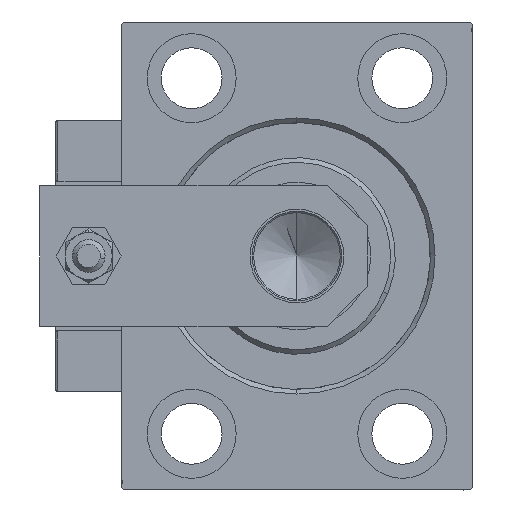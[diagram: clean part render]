
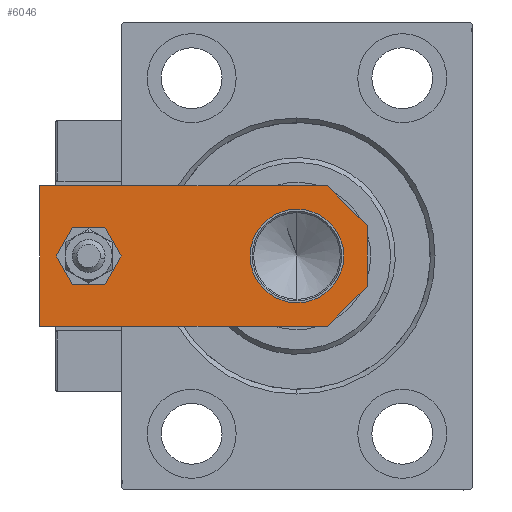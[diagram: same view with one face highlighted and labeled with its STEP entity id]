
A CAD part, left-side view. The second image highlights one B-rep face of the part: STEP entity #6046.
In plain terms, the highlighted face is planar.
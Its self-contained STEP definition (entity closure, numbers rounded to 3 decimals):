
#1046 = VERTEX_POINT ( 'NONE', #34553 ) ;
#1256 = ORIENTED_EDGE ( 'NONE', *, *, #25994, .T. ) ;
#1416 = DIRECTION ( 'NONE',  ( 1., 0., 0. ) ) ;
#2033 = EDGE_CURVE ( 'NONE', #36152, #39747, #48913, .T. ) ;
#3139 = EDGE_CURVE ( 'NONE', #9704, #1046, #3460, .T. ) ;
#3460 = LINE ( 'NONE', #25638, #16904 ) ;
#3599 = CARTESIAN_POINT ( 'NONE',  ( -15., 8.5, 8. ) ) ;
#3776 = CARTESIAN_POINT ( 'NONE',  ( 15., 0., 8. ) ) ;
#4757 = CARTESIAN_POINT ( 'NONE',  ( 0., 15., 8. ) ) ;
#4823 = ORIENTED_EDGE ( 'NONE', *, *, #16501, .F. ) ;
#4825 = EDGE_CURVE ( 'NONE', #31979, #50074, #50585, .T. ) ;
#5942 = DIRECTION ( 'NONE',  ( 0., 0., 1. ) ) ;
#6046 = ADVANCED_FACE ( 'NONE', ( #8553, #40168, #24760 ), #48360, .T. ) ;
#6196 = VECTOR ( 'NONE', #13917, 1000. ) ;
#6498 = CARTESIAN_POINT ( 'NONE',  ( 4., 59.5, 8. ) ) ;
#6628 = CIRCLE ( 'NONE', #27121, 4. ) ;
#6720 = CARTESIAN_POINT ( 'NONE',  ( -4., 59.5, 8. ) ) ;
#7425 = EDGE_CURVE ( 'NONE', #42123, #22117, #39225, .T. ) ;
#8095 = LINE ( 'NONE', #24030, #6196 ) ;
#8313 = DIRECTION ( 'NONE',  ( 1., 0., 0. ) ) ;
#8553 = FACE_BOUND ( 'NONE', #24474, .T. ) ;
#8958 = ORIENTED_EDGE ( 'NONE', *, *, #36198, .T. ) ;
#8984 = EDGE_LOOP ( 'NONE', ( #20594, #41670 ) ) ;
#9104 = ORIENTED_EDGE ( 'NONE', *, *, #3139, .T. ) ;
#9704 = VERTEX_POINT ( 'NONE', #35403 ) ;
#11203 = AXIS2_PLACEMENT_3D ( 'NONE', #4757, #32260, #1416 ) ;
#12987 = CARTESIAN_POINT ( 'NONE',  ( 15., 8.5, 8. ) ) ;
#13284 = DIRECTION ( 'NONE',  ( 1., 0., 0. ) ) ;
#13548 = LINE ( 'NONE', #25134, #47608 ) ;
#13917 = DIRECTION ( 'NONE',  ( 0.707, -0.707, 0. ) ) ;
#14933 = CARTESIAN_POINT ( 'NONE',  ( -10., 15., 8. ) ) ;
#15348 = DIRECTION ( 'NONE',  ( 0., 1., 0. ) ) ;
#16501 = EDGE_CURVE ( 'NONE', #42522, #26046, #6628, .T. ) ;
#16904 = VECTOR ( 'NONE', #50453, 1000. ) ;
#17700 = VECTOR ( 'NONE', #37125, 1000. ) ;
#17770 = DIRECTION ( 'NONE',  ( 1., 0., 0. ) ) ;
#18640 = CARTESIAN_POINT ( 'NONE',  ( 15., 70., 8. ) ) ;
#19115 = LINE ( 'NONE', #45558, #39267 ) ;
#20067 = AXIS2_PLACEMENT_3D ( 'NONE', #29055, #48315, #36779 ) ;
#20594 = ORIENTED_EDGE ( 'NONE', *, *, #23505, .F. ) ;
#21966 = CARTESIAN_POINT ( 'NONE',  ( -15., 70., 8. ) ) ;
#22117 = VERTEX_POINT ( 'NONE', #18640 ) ;
#23258 = ORIENTED_EDGE ( 'NONE', *, *, #2033, .T. ) ;
#23505 = EDGE_CURVE ( 'NONE', #50074, #31979, #28287, .T. ) ;
#24030 = CARTESIAN_POINT ( 'NONE',  ( -3.25, -3.25, 8. ) ) ;
#24239 = CARTESIAN_POINT ( 'NONE',  ( 0., 0., 8. ) ) ;
#24474 = EDGE_LOOP ( 'NONE', ( #48443, #4823 ) ) ;
#24760 = FACE_BOUND ( 'NONE', #8984, .T. ) ;
#25134 = CARTESIAN_POINT ( 'NONE',  ( 3.25, -3.25, 8. ) ) ;
#25193 = AXIS2_PLACEMENT_3D ( 'NONE', #24239, #36324, #8313 ) ;
#25638 = CARTESIAN_POINT ( 'NONE',  ( -15., 0., 8. ) ) ;
#25994 = EDGE_CURVE ( 'NONE', #39747, #9704, #8095, .T. ) ;
#26046 = VERTEX_POINT ( 'NONE', #6720 ) ;
#26807 = CARTESIAN_POINT ( 'NONE',  ( -15., 70., 8. ) ) ;
#27121 = AXIS2_PLACEMENT_3D ( 'NONE', #29070, #5942, #17770 ) ;
#28287 = CIRCLE ( 'NONE', #20067, 10. ) ;
#28464 = DIRECTION ( 'NONE',  ( 0., 0., 1. ) ) ;
#29055 = CARTESIAN_POINT ( 'NONE',  ( 0., 15., 8. ) ) ;
#29070 = CARTESIAN_POINT ( 'NONE',  ( 0., 59.5, 8. ) ) ;
#30002 = EDGE_LOOP ( 'NONE', ( #23258, #1256, #9104, #48793, #36999, #8958 ) ) ;
#31342 = CARTESIAN_POINT ( 'NONE',  ( 10., 15., 8. ) ) ;
#31979 = VERTEX_POINT ( 'NONE', #31342 ) ;
#32260 = DIRECTION ( 'NONE',  ( 0., 0., 1. ) ) ;
#34132 = EDGE_CURVE ( 'NONE', #26046, #42522, #49004, .T. ) ;
#34553 = CARTESIAN_POINT ( 'NONE',  ( 6.5, 0., 8. ) ) ;
#35403 = CARTESIAN_POINT ( 'NONE',  ( -6.5, 0., 8. ) ) ;
#36152 = VERTEX_POINT ( 'NONE', #26807 ) ;
#36198 = EDGE_CURVE ( 'NONE', #22117, #36152, #19115, .T. ) ;
#36324 = DIRECTION ( 'NONE',  ( 0., 0., 1. ) ) ;
#36779 = DIRECTION ( 'NONE',  ( 1., 0., 0. ) ) ;
#36999 = ORIENTED_EDGE ( 'NONE', *, *, #7425, .T. ) ;
#37125 = DIRECTION ( 'NONE',  ( 0., -1., 0. ) ) ;
#37578 = VECTOR ( 'NONE', #15348, 1000. ) ;
#39225 = LINE ( 'NONE', #3776, #37578 ) ;
#39267 = VECTOR ( 'NONE', #42724, 1000. ) ;
#39747 = VERTEX_POINT ( 'NONE', #3599 ) ;
#40168 = FACE_OUTER_BOUND ( 'NONE', #30002, .T. ) ;
#41670 = ORIENTED_EDGE ( 'NONE', *, *, #4825, .F. ) ;
#42123 = VERTEX_POINT ( 'NONE', #12987 ) ;
#42460 = AXIS2_PLACEMENT_3D ( 'NONE', #48466, #28464, #13284 ) ;
#42522 = VERTEX_POINT ( 'NONE', #6498 ) ;
#42724 = DIRECTION ( 'NONE',  ( -1., 0., 0. ) ) ;
#44144 = DIRECTION ( 'NONE',  ( 0.707, 0.707, 0. ) ) ;
#45558 = CARTESIAN_POINT ( 'NONE',  ( 15., 70., 8. ) ) ;
#45817 = EDGE_CURVE ( 'NONE', #1046, #42123, #13548, .T. ) ;
#47608 = VECTOR ( 'NONE', #44144, 1000. ) ;
#48315 = DIRECTION ( 'NONE',  ( 0., 0., 1. ) ) ;
#48360 = PLANE ( 'NONE',  #25193 ) ;
#48443 = ORIENTED_EDGE ( 'NONE', *, *, #34132, .F. ) ;
#48466 = CARTESIAN_POINT ( 'NONE',  ( 0., 59.5, 8. ) ) ;
#48793 = ORIENTED_EDGE ( 'NONE', *, *, #45817, .T. ) ;
#48913 = LINE ( 'NONE', #21966, #17700 ) ;
#49004 = CIRCLE ( 'NONE', #42460, 4. ) ;
#50074 = VERTEX_POINT ( 'NONE', #14933 ) ;
#50453 = DIRECTION ( 'NONE',  ( 1., 0., 0. ) ) ;
#50585 = CIRCLE ( 'NONE', #11203, 10. ) ;
